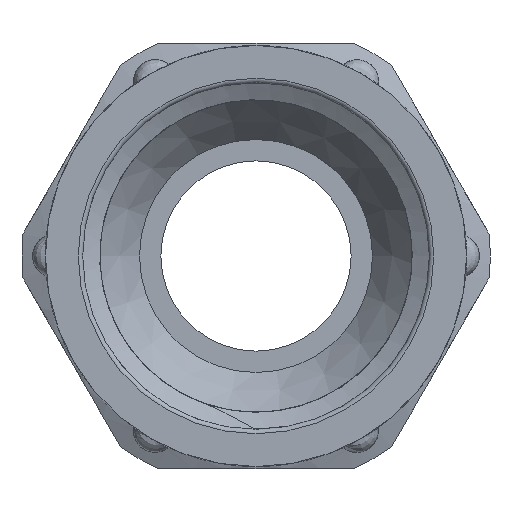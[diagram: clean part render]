
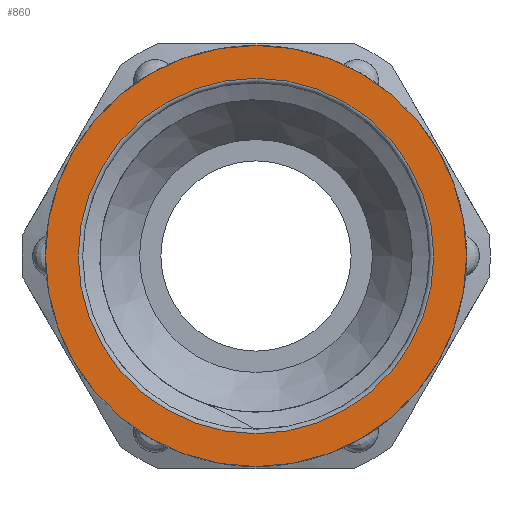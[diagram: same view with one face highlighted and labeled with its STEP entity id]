
A CAD part, left-side view. The second image highlights one B-rep face of the part: STEP entity #860.
In plain terms, the highlighted planar face has unit normal (-1, 0, 0).
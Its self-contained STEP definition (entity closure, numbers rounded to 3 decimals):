
#28=PLANE('',#939);
#37=FACE_BOUND('',#249,.T.);
#193=FACE_OUTER_BOUND('',#248,.T.);
#248=EDGE_LOOP('',(#759));
#249=EDGE_LOOP('',(#760));
#289=CIRCLE('',#938,7.936);
#290=CIRCLE('',#940,9.4);
#425=VERTEX_POINT('',#4174);
#426=VERTEX_POINT('',#4177);
#551=EDGE_CURVE('',#425,#425,#289,.T.);
#552=EDGE_CURVE('',#426,#426,#290,.T.);
#759=ORIENTED_EDGE('',*,*,#552,.F.);
#760=ORIENTED_EDGE('',*,*,#551,.T.);
#860=ADVANCED_FACE('',(#193,#37),#28,.T.);
#938=AXIS2_PLACEMENT_3D('',#4175,#1118,#1119);
#939=AXIS2_PLACEMENT_3D('',#4176,#1120,#1121);
#940=AXIS2_PLACEMENT_3D('',#4178,#1122,#1123);
#1118=DIRECTION('center_axis',(1.,0.,0.));
#1119=DIRECTION('ref_axis',(0.,0.,-1.));
#1120=DIRECTION('center_axis',(-1.,0.,0.));
#1121=DIRECTION('ref_axis',(0.,0.,1.));
#1122=DIRECTION('center_axis',(1.,0.,0.));
#1123=DIRECTION('ref_axis',(0.,0.,-1.));
#4174=CARTESIAN_POINT('',(-21.,7.936,0.));
#4175=CARTESIAN_POINT('Origin',(-21.,0.,0.));
#4176=CARTESIAN_POINT('Origin',(-21.,9.4,0.));
#4177=CARTESIAN_POINT('',(-21.,9.4,0.));
#4178=CARTESIAN_POINT('Origin',(-21.,0.,0.));
